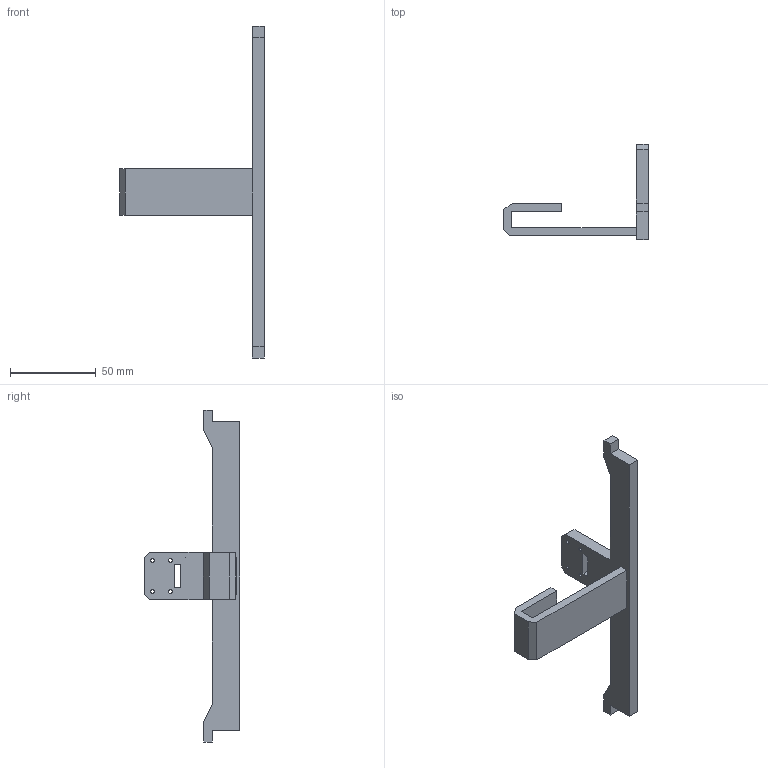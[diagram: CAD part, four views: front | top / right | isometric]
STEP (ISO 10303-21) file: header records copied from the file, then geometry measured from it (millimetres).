
FILE_DESCRIPTION(/* description */ (''),/* implementation_level */ '2;1');
FILE_NAME(/* name */ '471f524f-9425-4bc3-bf01-e73f85ad09f1.stp',/* time_stamp */ '2019-05-29T15:19:34+00:00',/* author */ (''),/* organization */ (''),/* preprocessor_version */ 'ST-DEVELOPER v18',/* originating_system */ 'Autodesk Translation Framework v8.2.0.1029',/* authorisation */ '');
FILE_SCHEMA (('AUTOMOTIVE_DESIGN { 1 0 10303 214 3 1 1 }'));
Length unit declared in the file: millimetre
Products named in the file (4): Encoder Mounts; TOURUS Bull v1; Board Mount; Clip
Assembly tree (3 placements, depth 2):
  Encoder Mounts
    TOURUS Bull v1
    Board Mount
    Clip
Bounding box: 84.6 x 55.79 x 194 mm (x, y, z)
Volume: 42741.7 mm3; surface area: 20627.6 mm2
Topology: 2 solids, 2 shells, 138 faces, 393 edges, 262 vertices
Faces by surface type: bspline 78, plane 56, cylinder 4
Full cylindrical faces by diameter (mm): 2.2 x4
Entity records: 6824 total; most frequent: CARTESIAN_POINT 3777, ORIENTED_EDGE 786, EDGE_CURVE 393, DIRECTION 379, VERTEX_POINT 262, LINE 229, VECTOR 229, EDGE_LOOP 155
